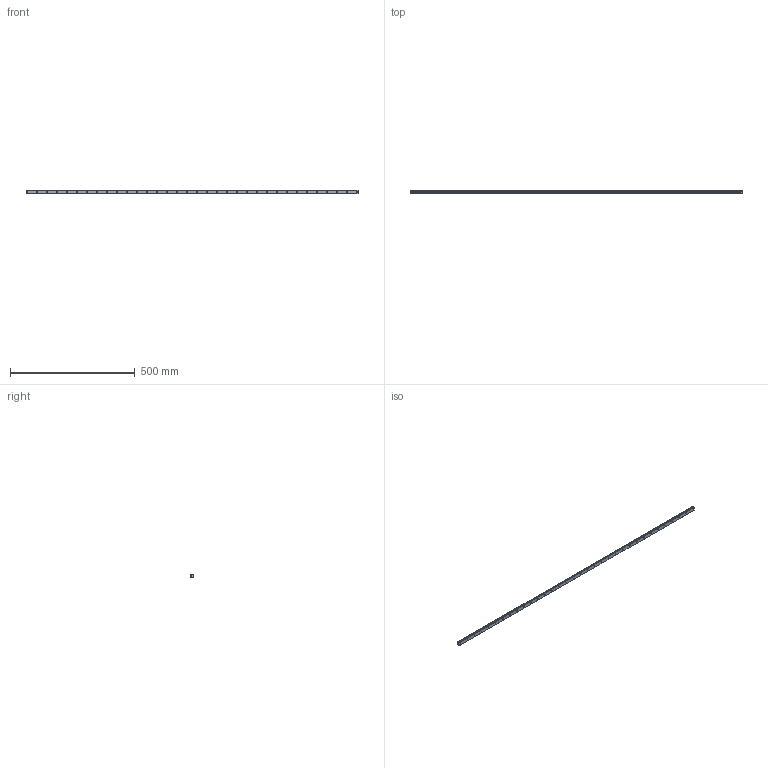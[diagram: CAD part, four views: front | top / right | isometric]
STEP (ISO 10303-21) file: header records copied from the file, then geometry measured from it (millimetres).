
FILE_DESCRIPTION (( 'STEP AP214' ), '1' );
FILE_NAME ('SRS15MSS-1330LM_G5_0_0_0_0_0_1.STEP', '2021-08-11T11:42:35', ( '' ), ( '' ), 'SwSTEP 2.0', 'SolidWorks 2021', '' );
FILE_SCHEMA (( 'AUTOMOTIVE_DESIGN' ));
Length unit declared in the file: millimetre
Products named in the file (2): _SRS15M13305 Track; SRS15MSS-1330LM_G5_0_0_0_0_0_1
Assembly tree (1 placements, depth 2):
  SRS15MSS-1330LM_G5_0_0_0_0_0_1
    _SRS15M13305 Track
Bounding box: 1330 x 9.5 x 15 mm (x, y, z)
Volume: 161053 mm3; surface area: 68323.8 mm2
Topology: 1 solids, 1 shells, 193 faces, 471 edges, 314 vertices
Faces by surface type: cylinder 143, plane 50
Entity records: 6033 total; most frequent: DIRECTION 1151, CARTESIAN_POINT 982, ORIENTED_EDGE 942, AXIS2_PLACEMENT_3D 483, EDGE_CURVE 471, VERTEX_POINT 314, EDGE_LOOP 295, CIRCLE 286
